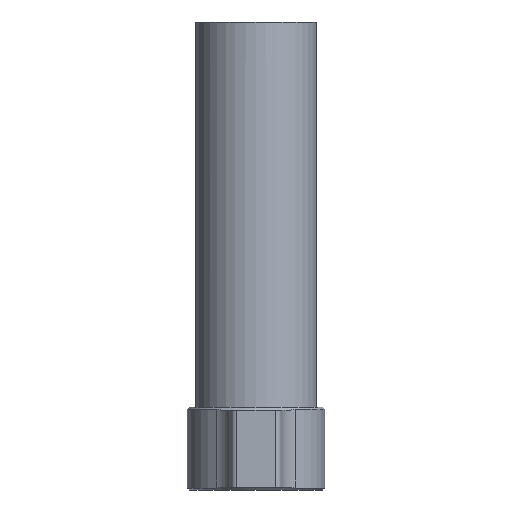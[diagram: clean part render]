
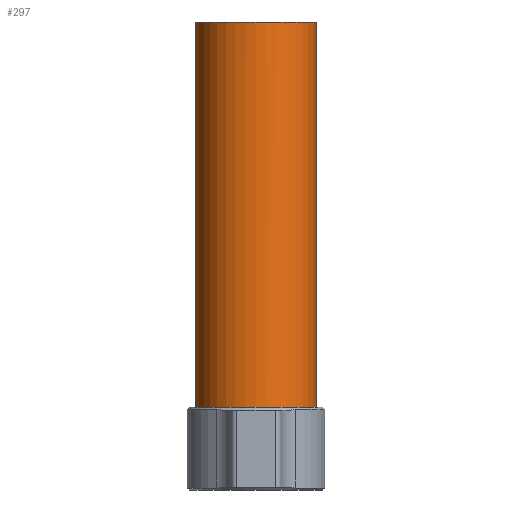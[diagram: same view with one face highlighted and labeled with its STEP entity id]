
A CAD part, front view. The second image highlights one B-rep face of the part: STEP entity #297.
In plain terms, the highlighted cylindrical face has radius 11 mm (diameter 22 mm), a full revolution.
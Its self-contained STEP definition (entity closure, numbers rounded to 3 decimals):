
#236=EDGE_CURVE('Unnamed[1]',#570,#570,#571,.T.);
#297=ADVANCED_FACE('Unnamed[1]',(#657,#658),#659,.T.);
#314=EDGE_CURVE('Unnamed[1]',#681,#608,#684,.T.);
#340=EDGE_CURVE('Unnamed[1]',#680,#681,#717,.T.);
#379=EDGE_CURVE('Unnamed[1]',#607,#680,#765,.T.);
#402=EDGE_CURVE('Unnamed[1]',#608,#607,#793,.T.);
#570=VERTEX_POINT('',#1281);
#571=CIRCLE('',#1282,11.0);
#607=VERTEX_POINT('',#1395);
#608=VERTEX_POINT('',#1396);
#657=FACE_BOUND('',#1529,.T.);
#658=FACE_BOUND('',#1530,.T.);
#659=CYLINDRICAL_SURFACE('',#1531,11.0);
#680=VERTEX_POINT('',#1558);
#681=VERTEX_POINT('',#1559);
#684=LINE('',#1564,#1565);
#717=CIRCLE('',#1613,11.0);
#765=LINE('',#1827,#1828);
#793=ELLIPSE('',#1985,15.556,11.0);
#1281=CARTESIAN_POINT('',(0.,11.0,-70.0));
#1282=AXIS2_PLACEMENT_3D('',#2155,#2156,#2157);
#1395=CARTESIAN_POINT('',(5.545,9.5,-64.));
#1396=CARTESIAN_POINT('',(-5.545,9.5,-64.));
#1529=EDGE_LOOP('',(#2253,#2254,#2255,#2256));
#1530=EDGE_LOOP('',(#2257));
#1531=AXIS2_PLACEMENT_3D('',#2258,#2259,#2260);
#1558=CARTESIAN_POINT('',(5.545,9.5,0.));
#1559=CARTESIAN_POINT('',(-5.545,9.5,0.));
#1564=CARTESIAN_POINT('',(-5.545,9.5,-32.));
#1565=VECTOR('',#2294,1.0);
#1613=AXIS2_PLACEMENT_3D('',#2341,#2342,#2343);
#1827=CARTESIAN_POINT('',(5.545,9.5,-32.));
#1828=VECTOR('',#2394,1.0);
#1985=AXIS2_PLACEMENT_3D('',#2434,#2435,#2436);
#2155=CARTESIAN_POINT('',(0.,0.,-70.0));
#2156=DIRECTION('',(0.,0.,-1.0));
#2157=DIRECTION('',(0.,1.0,0.));
#2253=ORIENTED_EDGE('',*,*,#314,.T.);
#2254=ORIENTED_EDGE('',*,*,#402,.T.);
#2255=ORIENTED_EDGE('',*,*,#379,.T.);
#2256=ORIENTED_EDGE('',*,*,#340,.T.);
#2257=ORIENTED_EDGE('',*,*,#236,.F.);
#2258=CARTESIAN_POINT('',(0.,0.,-35.));
#2259=DIRECTION('',(0.,0.,-1.0));
#2260=DIRECTION('',(0.,1.0,0.));
#2294=DIRECTION('',(0.,0.,-1.0));
#2341=CARTESIAN_POINT('',(0.,0.,0.));
#2342=DIRECTION('',(0.,0.,-1.0));
#2343=DIRECTION('',(0.,1.0,0.));
#2394=DIRECTION('',(0.,0.,1.0));
#2434=CARTESIAN_POINT('',(0.,0.,-54.5));
#2435=DIRECTION('',(0.,-0.707,-0.707));
#2436=DIRECTION('',(0.,0.707,-0.707));
